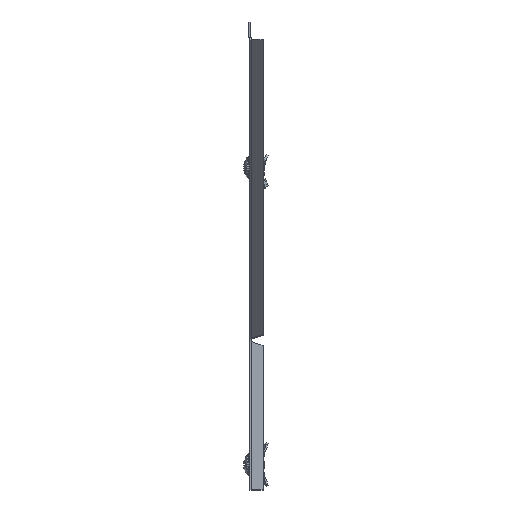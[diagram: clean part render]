
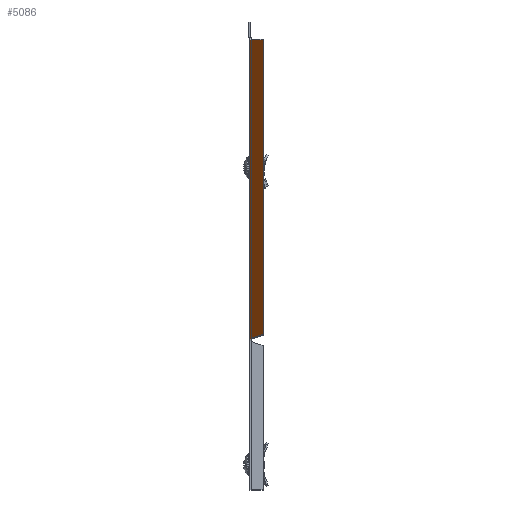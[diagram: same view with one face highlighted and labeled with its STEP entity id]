
A CAD part, left-side view. The second image highlights one B-rep face of the part: STEP entity #5086.
In plain terms, the highlighted planar face has unit normal (-0.707, 0, -0.707).
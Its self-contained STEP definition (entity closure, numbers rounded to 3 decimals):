
#2 = DIRECTION ( 'NONE',  ( 0., 1., 0. ) ) ;
#46 = CARTESIAN_POINT ( 'NONE',  ( -275.22, -315.862, -241.145 ) ) ;
#172 = VECTOR ( 'NONE', #1615, 1000. ) ;
#239 = CARTESIAN_POINT ( 'NONE',  ( -498.591, -0.964, -17.881 ) ) ;
#260 = CARTESIAN_POINT ( 'NONE',  ( -498.591, -2.25, -17.881 ) ) ;
#300 = VECTOR ( 'NONE', #2, 1000. ) ;
#600 = PLANE ( 'NONE',  #1079 ) ;
#850 = CARTESIAN_POINT ( 'NONE',  ( -498.591, -0.642, -17.881 ) ) ;
#911 = ORIENTED_EDGE ( 'NONE', *, *, #4587, .T. ) ;
#1079 = AXIS2_PLACEMENT_3D ( 'NONE', #46, #4813, #1755 ) ;
#1109 = VERTEX_POINT ( 'NONE', #5526 ) ;
#1117 = CARTESIAN_POINT ( 'NONE',  ( -498.593, -13.117, -17.879 ) ) ;
#1151 = LINE ( 'NONE', #1117, #7313 ) ;
#1615 = DIRECTION ( 'NONE',  ( -0.299, -0.906, 0.299 ) ) ;
#1727 = DIRECTION ( 'NONE',  ( 0.707, 0., -0.707 ) ) ;
#1755 = DIRECTION ( 'NONE',  ( 0.5, -0.707, -0.5 ) ) ;
#1800 = VECTOR ( 'NONE', #1727, 1000. ) ;
#1810 = CARTESIAN_POINT ( 'NONE',  ( -202.76, -1.511, -313.571 ) ) ;
#1891 = CARTESIAN_POINT ( 'NONE',  ( -498.591, -2.25, -17.881 ) ) ;
#1892 = LINE ( 'NONE', #2314, #1800 ) ;
#2289 = VERTEX_POINT ( 'NONE', #3125 ) ;
#2314 = CARTESIAN_POINT ( 'NONE',  ( -275.22, 0., -241.145 ) ) ;
#2363 = FACE_OUTER_BOUND ( 'NONE', #4488, .T. ) ;
#2398 = CARTESIAN_POINT ( 'NONE',  ( -202.628, -0.761, -313.703 ) ) ;
#2561 = EDGE_CURVE ( 'NONE', #5488, #1109, #2623, .T. ) ;
#2623 = B_SPLINE_CURVE_WITH_KNOTS ( 'NONE', 3,
 ( #7248, #4181, #1810, #2398, #3001, #5514 ),
 .UNSPECIFIED., .F., .F.,
 ( 4, 2, 4 ),
 ( 0.003, 0.004, 0.005 ),
 .UNSPECIFIED. ) ;
#2668 = EDGE_CURVE ( 'NONE', #7075, #4061, #4458, .T. ) ;
#2678 = CARTESIAN_POINT ( 'NONE',  ( -202.922, -2.25, -313.409 ) ) ;
#2693 = CARTESIAN_POINT ( 'NONE',  ( -498.591, -0.107, -17.881 ) ) ;
#2829 = CARTESIAN_POINT ( 'NONE',  ( -498.591, 0., -17.881 ) ) ;
#3001 = CARTESIAN_POINT ( 'NONE',  ( -202.575, -0.382, -313.756 ) ) ;
#3125 = CARTESIAN_POINT ( 'NONE',  ( -498.591, 0., -17.881 ) ) ;
#3228 = EDGE_CURVE ( 'NONE', #4273, #7075, #1151, .T. ) ;
#3255 = CARTESIAN_POINT ( 'NONE',  ( -498.591, -1.607, -17.881 ) ) ;
#3625 = CARTESIAN_POINT ( 'NONE',  ( -498.591, 0.106, -17.881 ) ) ;
#3633 = ORIENTED_EDGE ( 'NONE', *, *, #3228, .T. ) ;
#3970 = ORIENTED_EDGE ( 'NONE', *, *, #2668, .T. ) ;
#4061 = VERTEX_POINT ( 'NONE', #1891 ) ;
#4181 = CARTESIAN_POINT ( 'NONE',  ( -202.841, -1.881, -313.491 ) ) ;
#4273 = VERTEX_POINT ( 'NONE', #5644 ) ;
#4458 = LINE ( 'NONE', #3625, #300 ) ;
#4488 = EDGE_LOOP ( 'NONE', ( #3970, #7173, #911, #7303, #7827, #3633 ) ) ;
#4490 = CARTESIAN_POINT ( 'NONE',  ( -498.591, -1.928, -17.881 ) ) ;
#4587 = EDGE_CURVE ( 'NONE', #2289, #1109, #1892, .T. ) ;
#4598 = B_SPLINE_CURVE_WITH_KNOTS ( 'NONE', 3,
 ( #260, #4490, #3255, #5708, #239, #850, #5070, #6313, #2693, #2829 ),
 .UNSPECIFIED., .F., .F.,
 ( 4, 3, 3, 4 ),
 ( 0.003, 0.004, 0.005, 0.005 ),
 .UNSPECIFIED. ) ;
#4813 = DIRECTION ( 'NONE',  ( 0.707, 0., 0.707 ) ) ;
#4906 = LINE ( 'NONE', #6422, #172 ) ;
#5070 = CARTESIAN_POINT ( 'NONE',  ( -498.591, -0.321, -17.881 ) ) ;
#5086 = ADVANCED_FACE ( 'NONE', ( #2363 ), #600, .F. ) ;
#5354 = EDGE_CURVE ( 'NONE', #4061, #2289, #4598, .T. ) ;
#5430 = EDGE_CURVE ( 'NONE', #5488, #4273, #4906, .T. ) ;
#5488 = VERTEX_POINT ( 'NONE', #2678 ) ;
#5514 = CARTESIAN_POINT ( 'NONE',  ( -202.533, 0., -313.798 ) ) ;
#5526 = CARTESIAN_POINT ( 'NONE',  ( -202.533, 0., -313.798 ) ) ;
#5644 = CARTESIAN_POINT ( 'NONE',  ( -206.54, -13.215, -309.793 ) ) ;
#5708 = CARTESIAN_POINT ( 'NONE',  ( -498.591, -1.285, -17.881 ) ) ;
#6313 = CARTESIAN_POINT ( 'NONE',  ( -498.591, -0.214, -17.881 ) ) ;
#6422 = CARTESIAN_POINT ( 'NONE',  ( -206.54, -13.215, -309.793 ) ) ;
#6507 = DIRECTION ( 'NONE',  ( -0.707, 0., 0.707 ) ) ;
#6853 = CARTESIAN_POINT ( 'NONE',  ( -498.593, -13.117, -17.879 ) ) ;
#7075 = VERTEX_POINT ( 'NONE', #6853 ) ;
#7173 = ORIENTED_EDGE ( 'NONE', *, *, #5354, .T. ) ;
#7248 = CARTESIAN_POINT ( 'NONE',  ( -202.922, -2.25, -313.409 ) ) ;
#7303 = ORIENTED_EDGE ( 'NONE', *, *, #2561, .F. ) ;
#7313 = VECTOR ( 'NONE', #6507, 1000. ) ;
#7827 = ORIENTED_EDGE ( 'NONE', *, *, #5430, .T. ) ;
